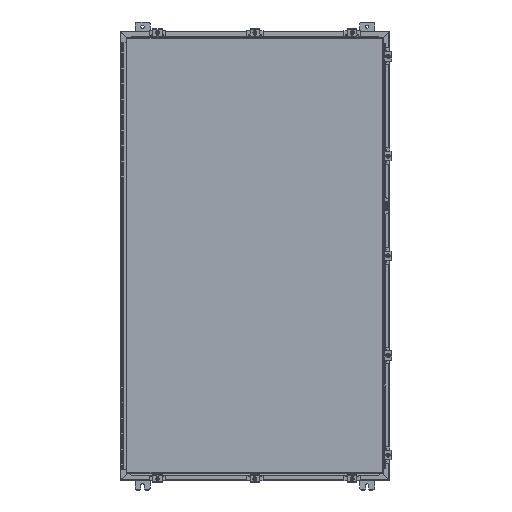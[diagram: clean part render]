
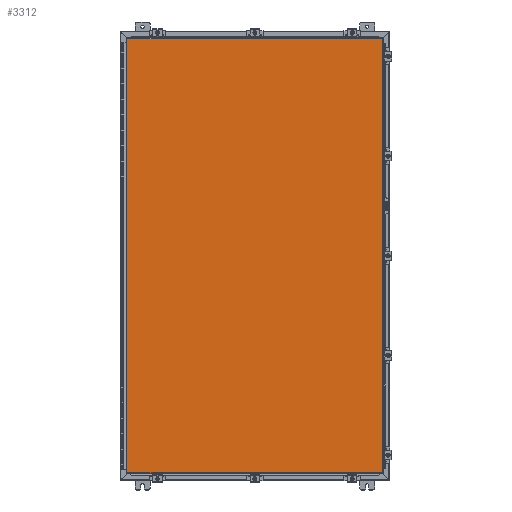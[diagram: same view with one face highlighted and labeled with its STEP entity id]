
A CAD part, top view. The second image highlights one B-rep face of the part: STEP entity #3312.
In plain terms, the highlighted face is planar.
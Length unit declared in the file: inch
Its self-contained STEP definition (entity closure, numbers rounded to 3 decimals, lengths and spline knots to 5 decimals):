
#1036 = DIRECTION ( 'NONE',  ( 0., 1., 0. ) ) ;
#1172 = DIRECTION ( 'NONE',  ( -1., 0., 0. ) ) ;
#1923 = CARTESIAN_POINT ( 'NONE',  ( 17.08225, -28.9885, 0. ) ) ;
#2992 = CARTESIAN_POINT ( 'NONE',  ( 0., 0., 0. ) ) ;
#3312 = ADVANCED_FACE ( 'NONE', ( #46186 ), #8283, .F. ) ;
#5678 = LINE ( 'NONE', #56644, #28404 ) ;
#8283 = PLANE ( 'NONE',  #53747 ) ;
#8491 = DIRECTION ( 'NONE',  ( 1., 0., 0. ) ) ;
#9935 = CARTESIAN_POINT ( 'NONE',  ( -17.08225, -28.9885, 0. ) ) ;
#10067 = ORIENTED_EDGE ( 'NONE', *, *, #50633, .T. ) ;
#10914 = DIRECTION ( 'NONE',  ( 1., 0., 0. ) ) ;
#11095 = DIRECTION ( 'NONE',  ( 0., 0., 1. ) ) ;
#11285 = LINE ( 'NONE', #32716, #52322 ) ;
#11911 = CARTESIAN_POINT ( 'NONE',  ( 17.08225, 28.9885, 0. ) ) ;
#14261 = ORIENTED_EDGE ( 'NONE', *, *, #45148, .T. ) ;
#15624 = VECTOR ( 'NONE', #48658, 39.37008 ) ;
#18475 = LINE ( 'NONE', #11911, #15624 ) ;
#21307 = EDGE_LOOP ( 'NONE', ( #57513, #23603, #14261, #10067 ) ) ;
#23603 = ORIENTED_EDGE ( 'NONE', *, *, #54147, .T. ) ;
#28404 = VECTOR ( 'NONE', #10914, 39.37008 ) ;
#32716 = CARTESIAN_POINT ( 'NONE',  ( -17.08225, -28.9885, 0. ) ) ;
#34531 = CARTESIAN_POINT ( 'NONE',  ( 17.08225, 28.9885, 0. ) ) ;
#34660 = VERTEX_POINT ( 'NONE', #9935 ) ;
#34694 = VERTEX_POINT ( 'NONE', #46889 ) ;
#40500 = VERTEX_POINT ( 'NONE', #1923 ) ;
#40522 = LINE ( 'NONE', #56051, #51479 ) ;
#45148 = EDGE_CURVE ( 'NONE', #46681, #40500, #18475, .T. ) ;
#46186 = FACE_OUTER_BOUND ( 'NONE', #21307, .T. ) ;
#46681 = VERTEX_POINT ( 'NONE', #34531 ) ;
#46889 = CARTESIAN_POINT ( 'NONE',  ( -17.08225, 28.9885, 0. ) ) ;
#48658 = DIRECTION ( 'NONE',  ( 0., -1., 0. ) ) ;
#50633 = EDGE_CURVE ( 'NONE', #40500, #34660, #40522, .T. ) ;
#51479 = VECTOR ( 'NONE', #1172, 39.37008 ) ;
#52322 = VECTOR ( 'NONE', #1036, 39.37008 ) ;
#53747 = AXIS2_PLACEMENT_3D ( 'NONE', #2992, #11095, #8491 ) ;
#54147 = EDGE_CURVE ( 'NONE', #34694, #46681, #5678, .T. ) ;
#56051 = CARTESIAN_POINT ( 'NONE',  ( 17.08225, -28.9885, 0. ) ) ;
#56644 = CARTESIAN_POINT ( 'NONE',  ( -17.08225, 28.9885, 0. ) ) ;
#57513 = ORIENTED_EDGE ( 'NONE', *, *, #58916, .T. ) ;
#58916 = EDGE_CURVE ( 'NONE', #34660, #34694, #11285, .T. ) ;
